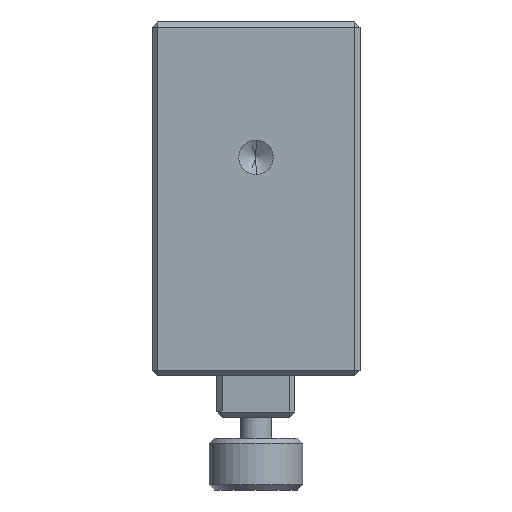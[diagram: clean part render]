
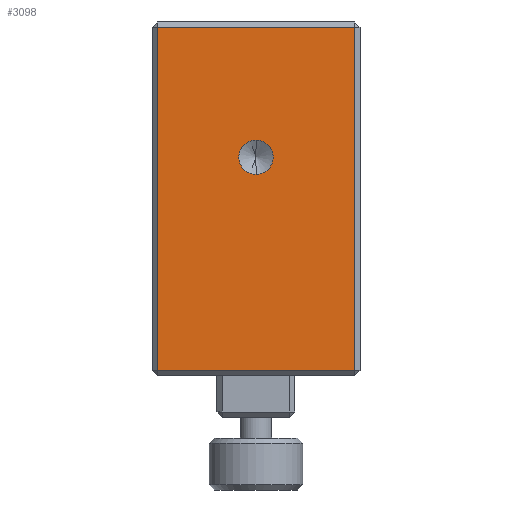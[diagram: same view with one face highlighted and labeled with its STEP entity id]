
A CAD part, front view. The second image highlights one B-rep face of the part: STEP entity #3098.
In plain terms, the highlighted planar face has unit normal (0, -1, 0).
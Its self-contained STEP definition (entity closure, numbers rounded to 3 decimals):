
#50 = CARTESIAN_POINT ( 'NONE',  ( -0.5, 0., -16.266 ) ) ;
#137 = CARTESIAN_POINT ( 'NONE',  ( -19.5, 0., -16.266 ) ) ;
#220 = ORIENTED_EDGE ( 'NONE', *, *, #885, .T. ) ;
#277 = ORIENTED_EDGE ( 'NONE', *, *, #3245, .T. ) ;
#298 = CARTESIAN_POINT ( 'NONE',  ( -20., 0., 17.234 ) ) ;
#371 = LINE ( 'NONE', #3624, #2802 ) ;
#563 = CIRCLE ( 'NONE', #3759, 1.65 ) ;
#620 = DIRECTION ( 'NONE',  ( 0., 0., -1. ) ) ;
#624 = EDGE_CURVE ( 'NONE', #2109, #994, #1659, .T. ) ;
#626 = CARTESIAN_POINT ( 'NONE',  ( -10., 0., 4.234 ) ) ;
#885 = EDGE_CURVE ( 'NONE', #3225, #2109, #1068, .T. ) ;
#930 = VERTEX_POINT ( 'NONE', #1051 ) ;
#944 = DIRECTION ( 'NONE',  ( 0., 0., -1. ) ) ;
#986 = VERTEX_POINT ( 'NONE', #1890 ) ;
#994 = VERTEX_POINT ( 'NONE', #2268 ) ;
#1051 = CARTESIAN_POINT ( 'NONE',  ( -10., 0., 2.584 ) ) ;
#1068 = LINE ( 'NONE', #2868, #1697 ) ;
#1560 = ORIENTED_EDGE ( 'NONE', *, *, #3665, .F. ) ;
#1627 = VERTEX_POINT ( 'NONE', #3032 ) ;
#1659 = LINE ( 'NONE', #1690, #2381 ) ;
#1687 = DIRECTION ( 'NONE',  ( 0., -1., 0. ) ) ;
#1690 = CARTESIAN_POINT ( 'NONE',  ( -0.5, 0., 17.234 ) ) ;
#1695 = CARTESIAN_POINT ( 'NONE',  ( -20., 0., 16.734 ) ) ;
#1697 = VECTOR ( 'NONE', #2794, 1000. ) ;
#1808 = FACE_OUTER_BOUND ( 'NONE', #3176, .T. ) ;
#1841 = AXIS2_PLACEMENT_3D ( 'NONE', #298, #2464, #620 ) ;
#1860 = DIRECTION ( 'NONE',  ( 0., 0., 1. ) ) ;
#1890 = CARTESIAN_POINT ( 'NONE',  ( -19.5, 0., 16.734 ) ) ;
#1893 = DIRECTION ( 'NONE',  ( 0., 0., -1. ) ) ;
#1949 = EDGE_CURVE ( 'NONE', #1627, #930, #563, .T. ) ;
#2007 = DIRECTION ( 'NONE',  ( -1., 0., 0. ) ) ;
#2010 = EDGE_CURVE ( 'NONE', #986, #3225, #371, .T. ) ;
#2041 = CIRCLE ( 'NONE', #2306, 1.65 ) ;
#2048 = LINE ( 'NONE', #1695, #3498 ) ;
#2109 = VERTEX_POINT ( 'NONE', #50 ) ;
#2159 = PLANE ( 'NONE',  #1841 ) ;
#2268 = CARTESIAN_POINT ( 'NONE',  ( -0.5, 0., 16.734 ) ) ;
#2306 = AXIS2_PLACEMENT_3D ( 'NONE', #3448, #1687, #3726 ) ;
#2381 = VECTOR ( 'NONE', #1860, 1000. ) ;
#2464 = DIRECTION ( 'NONE',  ( 0., -1., 0. ) ) ;
#2757 = DIRECTION ( 'NONE',  ( 0., -1., 0. ) ) ;
#2763 = ORIENTED_EDGE ( 'NONE', *, *, #2010, .T. ) ;
#2794 = DIRECTION ( 'NONE',  ( 1., 0., 0. ) ) ;
#2802 = VECTOR ( 'NONE', #1893, 1000. ) ;
#2868 = CARTESIAN_POINT ( 'NONE',  ( -20., 0., -16.266 ) ) ;
#3032 = CARTESIAN_POINT ( 'NONE',  ( -10., 0., 5.884 ) ) ;
#3098 = ADVANCED_FACE ( 'NONE', ( #1808, #3191 ), #2159, .T. ) ;
#3157 = ORIENTED_EDGE ( 'NONE', *, *, #1949, .F. ) ;
#3176 = EDGE_LOOP ( 'NONE', ( #3271, #277, #2763, #220 ) ) ;
#3191 = FACE_BOUND ( 'NONE', #3541, .T. ) ;
#3225 = VERTEX_POINT ( 'NONE', #137 ) ;
#3245 = EDGE_CURVE ( 'NONE', #994, #986, #2048, .T. ) ;
#3271 = ORIENTED_EDGE ( 'NONE', *, *, #624, .T. ) ;
#3448 = CARTESIAN_POINT ( 'NONE',  ( -10., 0., 4.234 ) ) ;
#3498 = VECTOR ( 'NONE', #2007, 1000. ) ;
#3541 = EDGE_LOOP ( 'NONE', ( #1560, #3157 ) ) ;
#3624 = CARTESIAN_POINT ( 'NONE',  ( -19.5, 0., -16.766 ) ) ;
#3665 = EDGE_CURVE ( 'NONE', #930, #1627, #2041, .T. ) ;
#3726 = DIRECTION ( 'NONE',  ( 0., 0., -1. ) ) ;
#3759 = AXIS2_PLACEMENT_3D ( 'NONE', #626, #2757, #944 ) ;
